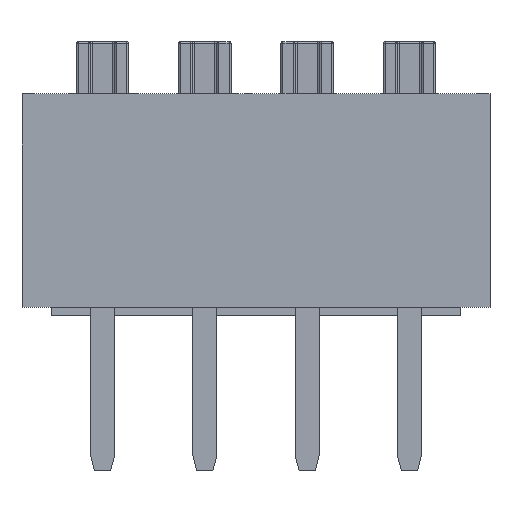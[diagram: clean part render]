
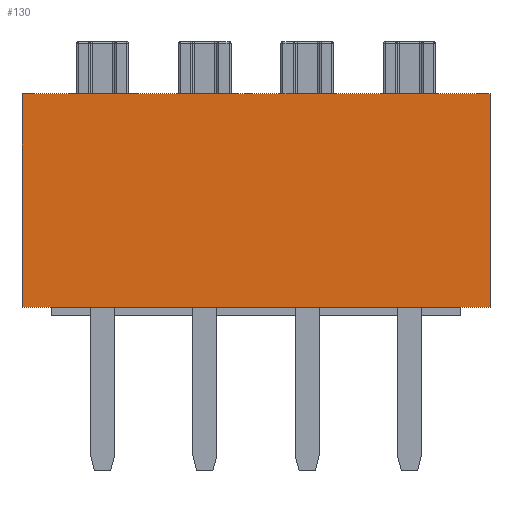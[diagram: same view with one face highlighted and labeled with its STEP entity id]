
A CAD part, front view. The second image highlights one B-rep face of the part: STEP entity #130.
In plain terms, the highlighted planar face has unit normal (0, -1, 0).
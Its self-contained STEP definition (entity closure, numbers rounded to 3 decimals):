
#130=ADVANCED_FACE('',(#5725),#5727,.T.);
#5725=FACE_BOUND('',#5726,.T.);
#5726=EDGE_LOOP('',(#10436,#10437,#10438,#10439));
#5727=PLANE('',#5728);
#5728=AXIS2_PLACEMENT_3D('',#5729,#5730,#5731);
#5729=CARTESIAN_POINT('',(1.27,-1.14,0.2));
#5730=DIRECTION('',(0.,-1.,0.));
#5731=DIRECTION('',(0.,0.,1.));
#10436=ORIENTED_EDGE('',*,*,#13706,.F.);
#10437=ORIENTED_EDGE('',*,*,#13747,.T.);
#10438=ORIENTED_EDGE('',*,*,#13349,.T.);
#10439=ORIENTED_EDGE('',*,*,#13346,.F.);
#13346=EDGE_CURVE('',#15015,#15017,#15018,.T.);
#13349=EDGE_CURVE('',#15022,#15017,#15023,.T.);
#13706=EDGE_CURVE('',#15728,#15015,#15730,.T.);
#13747=EDGE_CURVE('',#15728,#15022,#15811,.T.);
#15015=VERTEX_POINT('',#17761);
#15017=VERTEX_POINT('',#17765);
#15018=LINE('',#17766,#17767);
#15022=VERTEX_POINT('',#17776);
#15023=LINE('',#17777,#17778);
#15728=VERTEX_POINT('',#19284);
#15730=LINE('',#19288,#19289);
#15811=LINE('',#19451,#19452);
#17761=CARTESIAN_POINT('',(-2.,-1.14,0.2));
#17765=CARTESIAN_POINT('',(-2.,-1.14,5.5));
#17766=CARTESIAN_POINT('',(-2.,-1.14,0.2));
#17767=VECTOR('',#17768,1.);
#17768=DIRECTION('',(0.,0.,1.));
#17776=CARTESIAN_POINT('',(9.62,-1.14,5.5));
#17777=CARTESIAN_POINT('',(9.62,-1.14,5.5));
#17778=VECTOR('',#17779,1.);
#17779=DIRECTION('',(-1.,0.,0.));
#19284=CARTESIAN_POINT('',(9.62,-1.14,0.2));
#19288=CARTESIAN_POINT('',(9.62,-1.14,0.2));
#19289=VECTOR('',#19290,1.);
#19290=DIRECTION('',(-1.,0.,0.));
#19451=CARTESIAN_POINT('',(9.62,-1.14,0.2));
#19452=VECTOR('',#19453,1.);
#19453=DIRECTION('',(0.,0.,1.));
